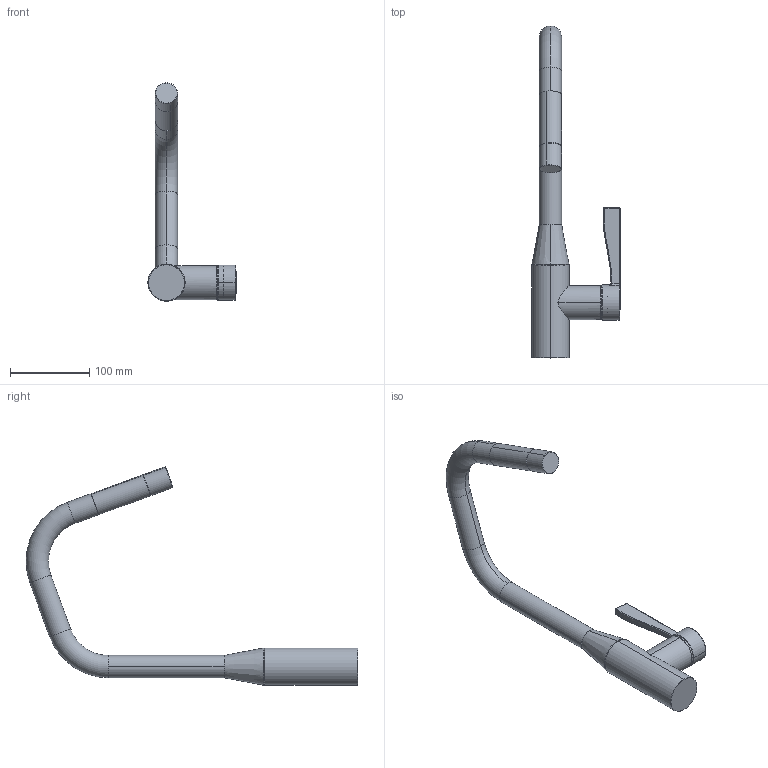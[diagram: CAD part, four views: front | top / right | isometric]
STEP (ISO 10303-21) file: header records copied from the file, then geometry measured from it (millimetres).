
FILE_DESCRIPTION (( 'STEP AP214' ), '1' );
FILE_NAME ('33875895-00.STEP', '2017-11-09T19:28:44', ( '' ), ( '' ), 'SwSTEP 2.0', 'SolidWorks 2017', '' );
FILE_SCHEMA (( 'AUTOMOTIVE_DESIGN' ));
Length unit declared in the file: millimetre
Products named in the file (10): Planungsmodell_Huelse-+-09.18.40.191.90-01_091840191-00; Planungsmodell_Hebel-+-09.20.89.020-01_092089020-00; SPT-EHM_33.875.895-1; Planungsmodell_Huelse-+-09.18.40.194.90-01_091840194-00; Haube-+-09.28.30.025-01_-_K2; Rohr-+-09.28.22.301.90_PDB_09282230190; Planungsmodell_Rohr-+-09.19.87.003.90-01_091987003-00; Planungsmodell_Huelse-+-09.18.40.197.90-01_09184019790; 33875895-00; Planungsmodell_Gehõuse-+-09.19.87.002.90-01_091987002-00
Assembly tree (9 placements, depth 3):
  33875895-00
    SPT-EHM_33.875.895-1
      Planungsmodell_Gehõuse-+-09.19.87.002.90-01_091987002-00
      Planungsmodell_Huelse-+-09.18.40.191.90-01_091840191-00
      Planungsmodell_Huelse-+-09.18.40.194.90-01_091840194-00
      Planungsmodell_Huelse-+-09.18.40.197.90-01_09184019790
      Planungsmodell_Hebel-+-09.20.89.020-01_092089020-00
      Planungsmodell_Rohr-+-09.19.87.003.90-01_091987003-00
      Haube-+-09.28.30.025-01_-_K2
      Rohr-+-09.28.22.301.90_PDB_09282230190
Bounding box: 111.5 x 419 x 275.85 mm (x, y, z)
Volume: 539236.3 mm3; surface area: 124047.7 mm2
Topology: 8 solids, 9 shells, 114 faces, 227 edges, 129 vertices
Faces by surface type: cylinder 31, torus 28, bspline 26, plane 22, cone 6, sphere 1
Entity records: 4599 total; most frequent: CARTESIAN_POINT 2004, DIRECTION 494, ORIENTED_EDGE 450, AXIS2_PLACEMENT_3D 225, EDGE_CURVE 225, VERTEX_POINT 129, CIRCLE 124, EDGE_LOOP 114
